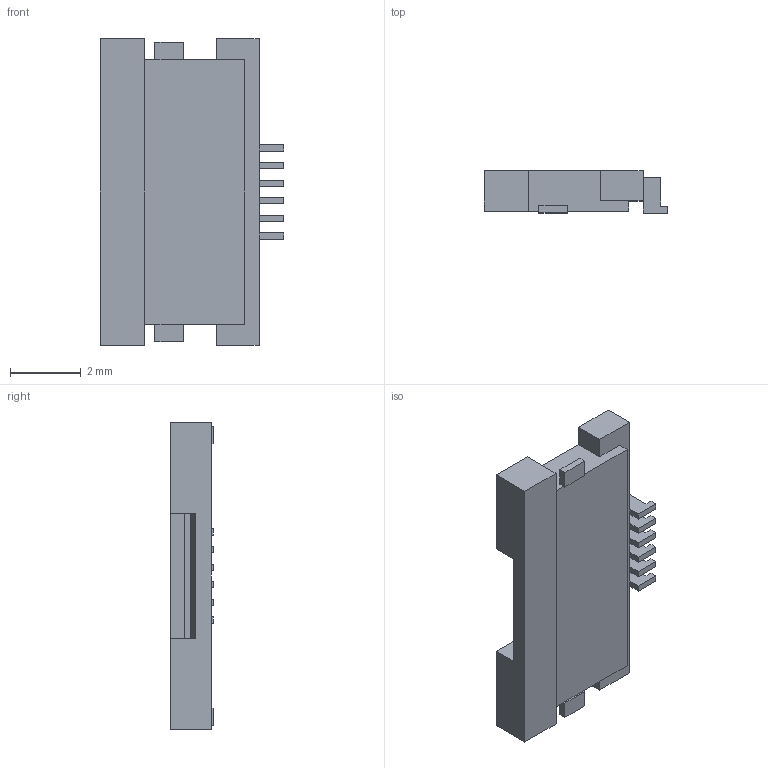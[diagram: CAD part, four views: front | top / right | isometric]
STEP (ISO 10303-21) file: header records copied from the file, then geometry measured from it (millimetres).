
FILE_DESCRIPTION (( 'STEP AP203' ), '1' );
FILE_NAME ('06FLH-SM1-TB.STEP', '2018-12-15T00:00:00', ( '' ), ( '' ), 'SuperCAD', 'SuperCAD', '' );
FILE_SCHEMA (( 'CONFIG_CONTROL_DESIGN' ));
Length unit declared in the file: millimetre
Products named in the file (1): 06FLHÉ°ÏÙ
Bounding box: 5.2 x 1.2 x 8.7 mm (x, y, z)
Volume: 36.8 mm3; surface area: 136.4 mm2
Topology: 1 solids, 1 shells, 91 faces, 245 edges, 156 vertices
Faces by surface type: plane 91
Entity records: 2840 total; most frequent: CARTESIAN_POINT 493, ORIENTED_EDGE 490, DIRECTION 429, EDGE_CURVE 245, VECTOR 245, LINE 245, VERTEX_POINT 156, AXIS2_PLACEMENT_3D 92
